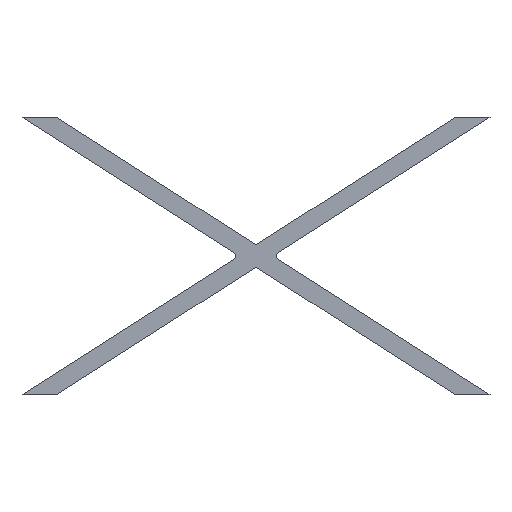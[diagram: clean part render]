
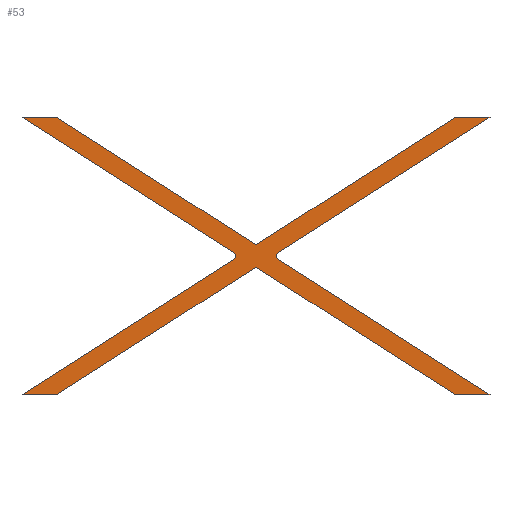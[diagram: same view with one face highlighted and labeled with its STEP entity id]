
A CAD part, front view. The second image highlights one B-rep face of the part: STEP entity #53.
In plain terms, the highlighted planar face has unit normal (0, -1, 0).
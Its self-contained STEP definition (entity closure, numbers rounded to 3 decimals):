
#53=ADVANCED_FACE('',(#71),#73,.T.);
#71=FACE_BOUND('',#72,.T.);
#72=EDGE_LOOP('',(#197,#198,#199,#200,#201,#202,#203,#204,#205,#206,#207,#208,#209,
#210,#211,#212));
#73=PLANE('',#74);
#74=AXIS2_PLACEMENT_3D('',#75,#76,#77);
#75=CARTESIAN_POINT('',(135.,-75.,0.));
#76=DIRECTION('',(0.,-1.,0.));
#77=DIRECTION('',(-1.,0.,0.));
#197=ORIENTED_EDGE('',*,*,#293,.F.);
#198=ORIENTED_EDGE('',*,*,#294,.T.);
#199=ORIENTED_EDGE('',*,*,#295,.F.);
#200=ORIENTED_EDGE('',*,*,#296,.F.);
#201=ORIENTED_EDGE('',*,*,#297,.F.);
#202=ORIENTED_EDGE('',*,*,#298,.T.);
#203=ORIENTED_EDGE('',*,*,#299,.T.);
#204=ORIENTED_EDGE('',*,*,#300,.F.);
#205=ORIENTED_EDGE('',*,*,#301,.F.);
#206=ORIENTED_EDGE('',*,*,#302,.F.);
#207=ORIENTED_EDGE('',*,*,#303,.T.);
#208=ORIENTED_EDGE('',*,*,#304,.T.);
#209=ORIENTED_EDGE('',*,*,#305,.F.);
#210=ORIENTED_EDGE('',*,*,#306,.F.);
#211=ORIENTED_EDGE('',*,*,#307,.F.);
#212=ORIENTED_EDGE('',*,*,#308,.T.);
#293=EDGE_CURVE('',#341,#342,#343,.F.);
#294=EDGE_CURVE('',#341,#344,#345,.T.);
#295=EDGE_CURVE('',#346,#344,#347,.T.);
#296=EDGE_CURVE('',#348,#346,#349,.T.);
#297=EDGE_CURVE('',#350,#348,#351,.F.);
#298=EDGE_CURVE('',#350,#352,#353,.T.);
#299=EDGE_CURVE('',#352,#354,#355,.T.);
#300=EDGE_CURVE('',#356,#354,#357,.T.);
#301=EDGE_CURVE('',#358,#356,#359,.F.);
#302=EDGE_CURVE('',#360,#358,#361,.T.);
#303=EDGE_CURVE('',#360,#362,#363,.T.);
#304=EDGE_CURVE('',#362,#364,#365,.T.);
#305=EDGE_CURVE('',#366,#364,#367,.F.);
#306=EDGE_CURVE('',#368,#366,#369,.T.);
#307=EDGE_CURVE('',#370,#368,#371,.T.);
#308=EDGE_CURVE('',#370,#342,#372,.T.);
#341=VERTEX_POINT('',#421);
#342=VERTEX_POINT('',#422);
#343=CIRCLE('',#423,2.);
#344=VERTEX_POINT('',#427);
#345=LINE('',#428,#429);
#346=VERTEX_POINT('',#431);
#347=LINE('',#432,#433);
#348=VERTEX_POINT('',#435);
#349=LINE('',#436,#437);
#350=VERTEX_POINT('',#439);
#351=CIRCLE('',#440,2.);
#352=VERTEX_POINT('',#444);
#353=LINE('',#445,#446);
#354=VERTEX_POINT('',#448);
#355=LINE('',#449,#450);
#356=VERTEX_POINT('',#452);
#357=LINE('',#453,#454);
#358=VERTEX_POINT('',#456);
#359=CIRCLE('',#457,2.);
#360=VERTEX_POINT('',#461);
#361=LINE('',#462,#463);
#362=VERTEX_POINT('',#465);
#363=LINE('',#466,#467);
#364=VERTEX_POINT('',#469);
#365=LINE('',#470,#471);
#366=VERTEX_POINT('',#473);
#367=CIRCLE('',#474,2.);
#368=VERTEX_POINT('',#478);
#369=LINE('',#479,#480);
#370=VERTEX_POINT('',#482);
#371=LINE('',#483,#484);
#372=LINE('',#486,#487);
#421=CARTESIAN_POINT('',(-12.632,-75.,-81.685));
#422=CARTESIAN_POINT('',(-12.632,-75.,-78.315));
#423=AXIS2_PLACEMENT_3D('',#424,#425,#426);
#424=CARTESIAN_POINT('',(-13.71,-75.,-80.));
#425=DIRECTION('',(0.,1.,0.));
#426=DIRECTION('',(0.539,0.,0.842));
#427=CARTESIAN_POINT('',(-135.,-75.,-160.));
#428=CARTESIAN_POINT('',(-12.632,-75.,-81.685));
#429=VECTOR('',#430,1.);
#430=DIRECTION('',(-0.842,0.,-0.539));
#431=CARTESIAN_POINT('',(-115.,-75.,-160.));
#432=CARTESIAN_POINT('',(-115.,-75.,-160.));
#433=VECTOR('',#434,1.);
#434=DIRECTION('',(-1.,0.,0.));
#435=CARTESIAN_POINT('',(-1.078,-75.,-87.09));
#436=CARTESIAN_POINT('',(-1.078,-75.,-87.09));
#437=VECTOR('',#438,1.);
#438=DIRECTION('',(-0.842,0.,-0.539));
#439=CARTESIAN_POINT('',(1.078,-75.,-87.09));
#440=AXIS2_PLACEMENT_3D('',#441,#442,#443);
#441=CARTESIAN_POINT('',(0.,-75.,-88.775));
#442=DIRECTION('',(0.,1.,0.));
#443=DIRECTION('',(-0.539,0.,0.842));
#444=CARTESIAN_POINT('',(115.,-75.,-160.));
#445=CARTESIAN_POINT('',(1.078,-75.,-87.09));
#446=VECTOR('',#447,1.);
#447=DIRECTION('',(0.842,0.,-0.539));
#448=CARTESIAN_POINT('',(135.,-75.,-160.));
#449=CARTESIAN_POINT('',(115.,-75.,-160.));
#450=VECTOR('',#451,1.);
#451=DIRECTION('',(1.,0.,0.));
#452=CARTESIAN_POINT('',(12.632,-75.,-81.685));
#453=CARTESIAN_POINT('',(12.632,-75.,-81.685));
#454=VECTOR('',#455,1.);
#455=DIRECTION('',(0.842,0.,-0.539));
#456=CARTESIAN_POINT('',(12.632,-75.,-78.315));
#457=AXIS2_PLACEMENT_3D('',#458,#459,#460);
#458=CARTESIAN_POINT('',(13.71,-75.,-80.));
#459=DIRECTION('',(0.,1.,0.));
#460=DIRECTION('',(-0.539,0.,-0.842));
#461=CARTESIAN_POINT('',(135.,-75.,0.));
#462=CARTESIAN_POINT('',(135.,-75.,0.));
#463=VECTOR('',#464,1.);
#464=DIRECTION('',(-0.842,0.,-0.539));
#465=CARTESIAN_POINT('',(115.,-75.,0.));
#466=CARTESIAN_POINT('',(135.,-75.,0.));
#467=VECTOR('',#468,1.);
#468=DIRECTION('',(-1.,0.,0.));
#469=CARTESIAN_POINT('',(1.078,-75.,-72.91));
#470=CARTESIAN_POINT('',(115.,-75.,0.));
#471=VECTOR('',#472,1.);
#472=DIRECTION('',(-0.842,0.,-0.539));
#473=CARTESIAN_POINT('',(-1.078,-75.,-72.91));
#474=AXIS2_PLACEMENT_3D('',#475,#476,#477);
#475=CARTESIAN_POINT('',(0.,-75.,-71.225));
#476=DIRECTION('',(0.,1.,0.));
#477=DIRECTION('',(0.539,0.,-0.842));
#478=CARTESIAN_POINT('',(-115.,-75.,0.));
#479=CARTESIAN_POINT('',(-115.,-75.,0.));
#480=VECTOR('',#481,1.);
#481=DIRECTION('',(0.842,0.,-0.539));
#482=CARTESIAN_POINT('',(-135.,-75.,0.));
#483=CARTESIAN_POINT('',(-135.,-75.,0.));
#484=VECTOR('',#485,1.);
#485=DIRECTION('',(1.,0.,0.));
#486=CARTESIAN_POINT('',(-135.,-75.,0.));
#487=VECTOR('',#488,1.);
#488=DIRECTION('',(0.842,0.,-0.539));
